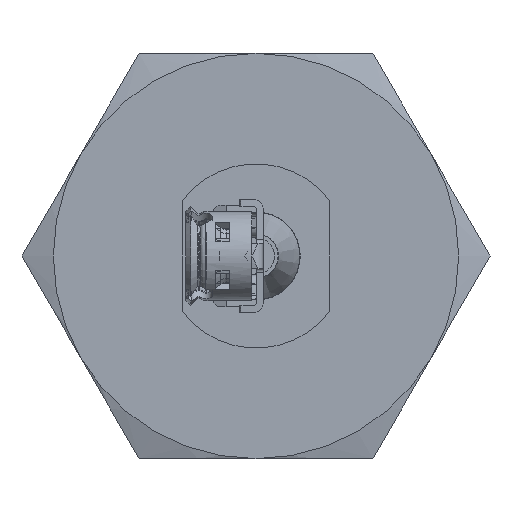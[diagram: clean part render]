
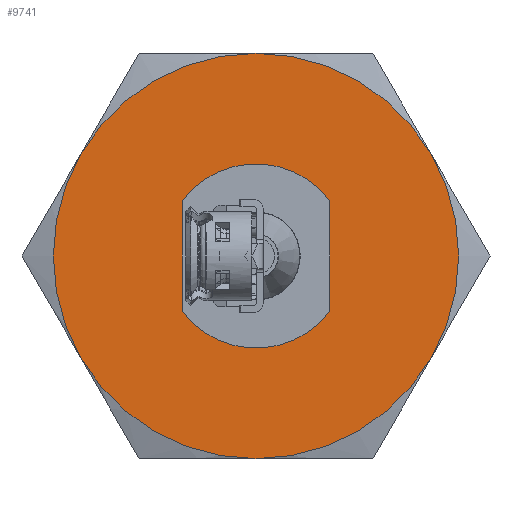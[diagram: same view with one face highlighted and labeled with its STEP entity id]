
A CAD part, left-side view. The second image highlights one B-rep face of the part: STEP entity #9741.
In plain terms, the highlighted face is planar.
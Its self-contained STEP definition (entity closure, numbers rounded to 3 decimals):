
#329=LINE('',#17638,#1112);
#332=LINE('',#17646,#1115);
#1112=VECTOR('',#14421,1000.);
#1115=VECTOR('',#14430,1000.);
#2572=ORIENTED_EDGE('',*,*,#5434,.F.);
#2573=ORIENTED_EDGE('',*,*,#5433,.F.);
#2574=ORIENTED_EDGE('',*,*,#5431,.F.);
#2575=ORIENTED_EDGE('',*,*,#5429,.F.);
#2576=ORIENTED_EDGE('',*,*,#5435,.T.);
#2577=ORIENTED_EDGE('',*,*,#5436,.T.);
#2578=ORIENTED_EDGE('',*,*,#5437,.T.);
#2579=ORIENTED_EDGE('',*,*,#5438,.T.);
#2580=ORIENTED_EDGE('',*,*,#5439,.T.);
#2581=ORIENTED_EDGE('',*,*,#5440,.T.);
#5429=EDGE_CURVE('',#6847,#6846,#329,.T.);
#5431=EDGE_CURVE('',#6846,#6848,#7759,.T.);
#5433=EDGE_CURVE('',#6848,#6849,#332,.T.);
#5434=EDGE_CURVE('',#6849,#6847,#7760,.T.);
#5435=EDGE_CURVE('',#6850,#6851,#7761,.T.);
#5436=EDGE_CURVE('',#6851,#6852,#7762,.T.);
#5437=EDGE_CURVE('',#6852,#6853,#7763,.T.);
#5438=EDGE_CURVE('',#6853,#6854,#7764,.T.);
#5439=EDGE_CURVE('',#6854,#6855,#7765,.T.);
#5440=EDGE_CURVE('',#6855,#6850,#7766,.T.);
#6846=VERTEX_POINT('',#17635);
#6847=VERTEX_POINT('',#17637);
#6848=VERTEX_POINT('',#17641);
#6849=VERTEX_POINT('',#17645);
#6850=VERTEX_POINT('',#17651);
#6851=VERTEX_POINT('',#17652);
#6852=VERTEX_POINT('',#17654);
#6853=VERTEX_POINT('',#17656);
#6854=VERTEX_POINT('',#17658);
#6855=VERTEX_POINT('',#17660);
#7759=CIRCLE('',#13047,2.5);
#7760=CIRCLE('',#13050,2.5);
#7761=CIRCLE('',#13052,5.5);
#7762=CIRCLE('',#13053,5.5);
#7763=CIRCLE('',#13054,5.5);
#7764=CIRCLE('',#13055,5.5);
#7765=CIRCLE('',#13056,5.5);
#7766=CIRCLE('',#13057,5.5);
#8256=EDGE_LOOP('',(#2572,#2573,#2574,#2575));
#8257=EDGE_LOOP('',(#2576,#2577,#2578,#2579,#2580,#2581));
#8880=FACE_BOUND('',#8256,.T.);
#8881=FACE_BOUND('',#8257,.T.);
#9400=PLANE('',#13051);
#9741=ADVANCED_FACE('',(#8880,#8881),#9400,.F.);
#13047=AXIS2_PLACEMENT_3D('',#17642,#14425,#14426);
#13050=AXIS2_PLACEMENT_3D('',#17648,#14433,#14434);
#13051=AXIS2_PLACEMENT_3D('',#17649,#14435,#14436);
#13052=AXIS2_PLACEMENT_3D('',#17650,#14437,#14438);
#13053=AXIS2_PLACEMENT_3D('',#17653,#14439,#14440);
#13054=AXIS2_PLACEMENT_3D('',#17655,#14441,#14442);
#13055=AXIS2_PLACEMENT_3D('',#17657,#14443,#14444);
#13056=AXIS2_PLACEMENT_3D('',#17659,#14445,#14446);
#13057=AXIS2_PLACEMENT_3D('',#17661,#14447,#14448);
#14421=DIRECTION('',(0.,0.,-1.));
#14425=DIRECTION('',(1.,0.,0.));
#14426=DIRECTION('',(0.,0.,-1.));
#14430=DIRECTION('',(0.,0.,1.));
#14433=DIRECTION('',(1.,0.,0.));
#14434=DIRECTION('',(0.,0.,-1.));
#14435=DIRECTION('',(-1.,0.,0.));
#14436=DIRECTION('',(0.,0.,1.));
#14437=DIRECTION('',(1.,0.,0.));
#14438=DIRECTION('',(0.,0.,-1.));
#14439=DIRECTION('',(1.,0.,0.));
#14440=DIRECTION('',(0.,0.,-1.));
#14441=DIRECTION('',(1.,0.,0.));
#14442=DIRECTION('',(0.,0.,-1.));
#14443=DIRECTION('',(1.,0.,0.));
#14444=DIRECTION('',(0.,0.,-1.));
#14445=DIRECTION('',(1.,0.,0.));
#14446=DIRECTION('',(0.,0.,-1.));
#14447=DIRECTION('',(1.,0.,0.));
#14448=DIRECTION('',(0.,0.,-1.));
#17635=CARTESIAN_POINT('',(-3.5,-2.,-1.5));
#17637=CARTESIAN_POINT('',(-3.5,-2.,1.5));
#17638=CARTESIAN_POINT('',(-3.5,-2.,5.));
#17641=CARTESIAN_POINT('',(-3.5,2.,-1.5));
#17642=CARTESIAN_POINT('',(-3.5,0.,0.));
#17645=CARTESIAN_POINT('',(-3.5,2.,1.5));
#17646=CARTESIAN_POINT('',(-3.5,2.,-5.));
#17648=CARTESIAN_POINT('',(-3.5,0.,0.));
#17649=CARTESIAN_POINT('',(-3.5,5.5,0.));
#17650=CARTESIAN_POINT('',(-3.5,0.,0.));
#17651=CARTESIAN_POINT('',(-3.5,0.,-5.5));
#17652=CARTESIAN_POINT('',(-3.5,4.763,-2.75));
#17653=CARTESIAN_POINT('',(-3.5,0.,0.));
#17654=CARTESIAN_POINT('',(-3.5,4.763,2.75));
#17655=CARTESIAN_POINT('',(-3.5,0.,0.));
#17656=CARTESIAN_POINT('',(-3.5,0.,5.5));
#17657=CARTESIAN_POINT('',(-3.5,0.,0.));
#17658=CARTESIAN_POINT('',(-3.5,-4.763,2.75));
#17659=CARTESIAN_POINT('',(-3.5,0.,0.));
#17660=CARTESIAN_POINT('',(-3.5,-4.763,-2.75));
#17661=CARTESIAN_POINT('',(-3.5,0.,0.));
